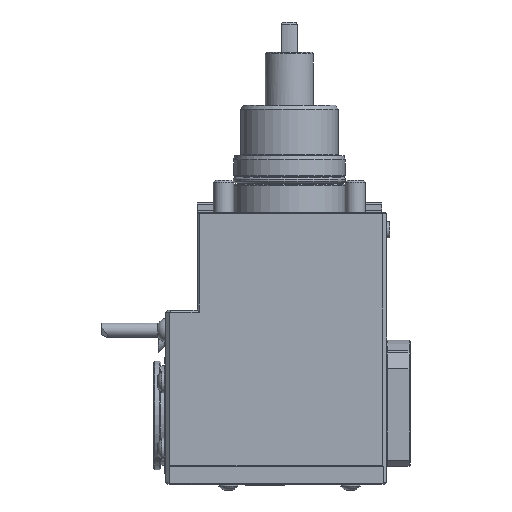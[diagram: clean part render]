
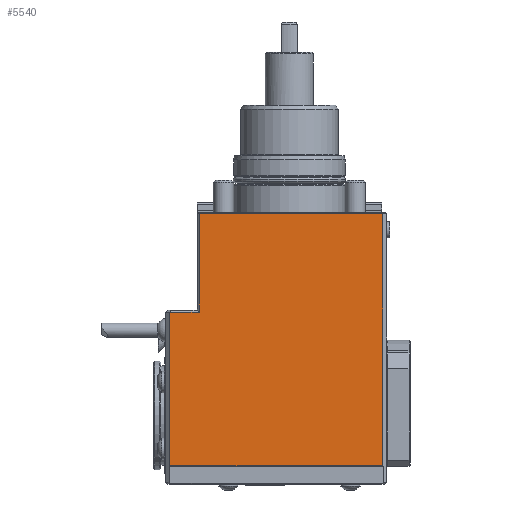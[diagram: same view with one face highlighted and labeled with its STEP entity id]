
A CAD part, front view. The second image highlights one B-rep face of the part: STEP entity #5540.
In plain terms, the highlighted planar face has unit normal (0, -1, 0).
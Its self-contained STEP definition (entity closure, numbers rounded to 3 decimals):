
#256=LINE('',#10002,#629);
#257=LINE('',#10004,#630);
#258=LINE('',#10006,#631);
#288=LINE('',#10077,#661);
#289=LINE('',#10079,#662);
#290=LINE('',#10081,#663);
#629=VECTOR('',#7383,1000.);
#630=VECTOR('',#7386,1000.);
#631=VECTOR('',#7389,1000.);
#661=VECTOR('',#7461,1000.);
#662=VECTOR('',#7464,1000.);
#663=VECTOR('',#7465,1000.);
#2175=ORIENTED_EDGE('',*,*,#3148,.T.);
#2176=ORIENTED_EDGE('',*,*,#3149,.T.);
#2177=ORIENTED_EDGE('',*,*,#3150,.T.);
#2178=ORIENTED_EDGE('',*,*,#3114,.T.);
#2179=ORIENTED_EDGE('',*,*,#3113,.T.);
#2180=ORIENTED_EDGE('',*,*,#3112,.F.);
#3112=EDGE_CURVE('',#3706,#3705,#256,.T.);
#3113=EDGE_CURVE('',#3657,#3705,#257,.F.);
#3114=EDGE_CURVE('',#3707,#3657,#258,.T.);
#3148=EDGE_CURVE('',#3706,#3726,#288,.T.);
#3149=EDGE_CURVE('',#3726,#3727,#289,.T.);
#3150=EDGE_CURVE('',#3727,#3707,#290,.T.);
#3657=VERTEX_POINT('',#9774);
#3705=VERTEX_POINT('',#9999);
#3706=VERTEX_POINT('',#10001);
#3707=VERTEX_POINT('',#10007);
#3726=VERTEX_POINT('',#10076);
#3727=VERTEX_POINT('',#10080);
#4456=EDGE_LOOP('',(#2175,#2176,#2177,#2178,#2179,#2180));
#4949=FACE_BOUND('',#4456,.T.);
#5215=PLANE('',#6129);
#5540=ADVANCED_FACE('',(#4949),#5215,.F.);
#6129=AXIS2_PLACEMENT_3D('',#10078,#7462,#7463);
#7383=DIRECTION('',(-1.,0.,0.));
#7386=DIRECTION('',(0.,0.,1.));
#7389=DIRECTION('',(-1.,0.,0.));
#7461=DIRECTION('',(0.,0.,1.));
#7462=DIRECTION('',(0.,1.,0.));
#7463=DIRECTION('',(-1.,0.,0.));
#7464=DIRECTION('',(-1.,0.,0.));
#7465=DIRECTION('',(0.,0.,-1.));
#9774=CARTESIAN_POINT('',(-59.,-42.,-49.));
#9999=CARTESIAN_POINT('',(-59.,-42.,-124.7));
#10001=CARTESIAN_POINT('',(46.,-42.,-124.7));
#10002=CARTESIAN_POINT('',(131.251,-42.,-124.7));
#10004=CARTESIAN_POINT('',(-59.,-42.,-134.));
#10006=CARTESIAN_POINT('',(0.,-42.,-49.));
#10007=CARTESIAN_POINT('',(-44.5,-42.,-49.));
#10076=CARTESIAN_POINT('',(46.,-42.,-0.5));
#10077=CARTESIAN_POINT('',(46.,-42.,0.));
#10078=CARTESIAN_POINT('',(0.,-42.,0.));
#10079=CARTESIAN_POINT('',(0.,-42.,-0.5));
#10080=CARTESIAN_POINT('',(-44.5,-42.,-0.5));
#10081=CARTESIAN_POINT('',(-44.5,-42.,0.));
